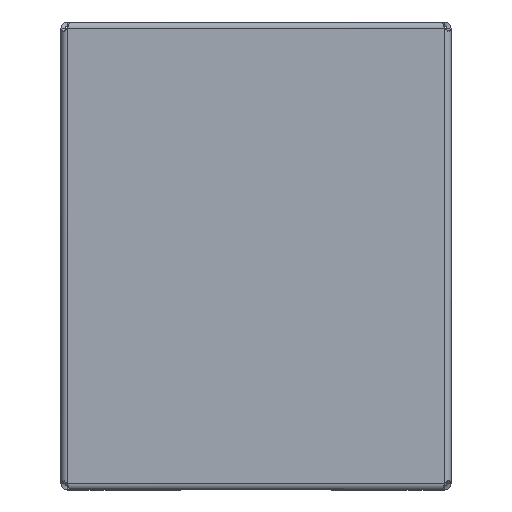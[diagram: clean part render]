
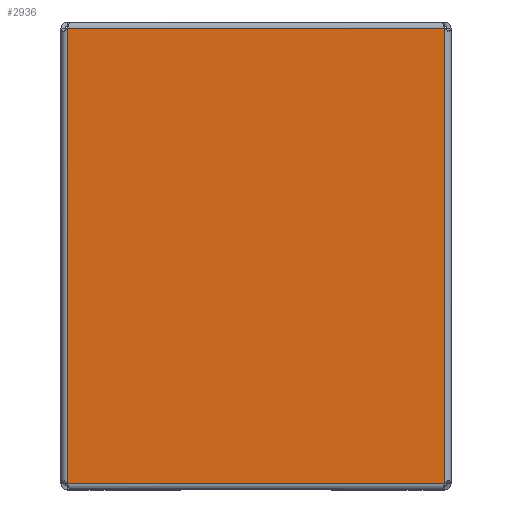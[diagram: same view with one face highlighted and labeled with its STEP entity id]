
A CAD part, front view. The second image highlights one B-rep face of the part: STEP entity #2936.
In plain terms, the highlighted planar face has unit normal (0, -1, 0).
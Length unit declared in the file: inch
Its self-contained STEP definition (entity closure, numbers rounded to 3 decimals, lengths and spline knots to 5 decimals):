
#26 = CARTESIAN_POINT ( 'NONE',  ( 4.83352, 0., 0. ) ) ;
#323 = VECTOR ( 'NONE', #6147, 39.37008 ) ;
#450 = VECTOR ( 'NONE', #7325, 39.37008 ) ;
#561 = EDGE_LOOP ( 'NONE', ( #922, #2338, #5283, #5385 ) ) ;
#616 = PLANE ( 'NONE',  #2406 ) ;
#651 = FACE_OUTER_BOUND ( 'NONE', #561, .T. ) ;
#695 = VECTOR ( 'NONE', #2819, 39.37008 ) ;
#863 = VERTEX_POINT ( 'NONE', #3857 ) ;
#922 = ORIENTED_EDGE ( 'NONE', *, *, #1858, .T. ) ;
#1148 = CARTESIAN_POINT ( 'NONE',  ( -13.9548, 0., 0. ) ) ;
#1266 = DIRECTION ( 'NONE',  ( 0., -1., 0. ) ) ;
#1433 = CARTESIAN_POINT ( 'NONE',  ( -4.83352, 0., -0.99806 ) ) ;
#1509 = VERTEX_POINT ( 'NONE', #4526 ) ;
#1665 = CARTESIAN_POINT ( 'NONE',  ( 4.83352, 0., -0.99806 ) ) ;
#1744 = LINE ( 'NONE', #4049, #695 ) ;
#1846 = DIRECTION ( 'NONE',  ( 0., 0., 1. ) ) ;
#1858 = EDGE_CURVE ( 'NONE', #2287, #1509, #2564, .T. ) ;
#2287 = VERTEX_POINT ( 'NONE', #1433 ) ;
#2315 = DIRECTION ( 'NONE',  ( 0., 0., -1. ) ) ;
#2338 = ORIENTED_EDGE ( 'NONE', *, *, #6560, .T. ) ;
#2406 = AXIS2_PLACEMENT_3D ( 'NONE', #1148, #1266, #2315 ) ;
#2564 = LINE ( 'NONE', #3287, #450 ) ;
#2581 = EDGE_CURVE ( 'NONE', #3943, #2287, #4341, .T. ) ;
#2819 = DIRECTION ( 'NONE',  ( 1., 0., 0. ) ) ;
#2936 = ADVANCED_FACE ( 'NONE', ( #651 ), #616, .T. ) ;
#3287 = CARTESIAN_POINT ( 'NONE',  ( -4.83352, 0., 0. ) ) ;
#3857 = CARTESIAN_POINT ( 'NONE',  ( 4.83352, 0., -12.66504 ) ) ;
#3943 = VERTEX_POINT ( 'NONE', #1665 ) ;
#4049 = CARTESIAN_POINT ( 'NONE',  ( -13.9548, 0., -12.66504 ) ) ;
#4341 = LINE ( 'NONE', #4963, #323 ) ;
#4526 = CARTESIAN_POINT ( 'NONE',  ( -4.83352, 0., -12.66504 ) ) ;
#4553 = EDGE_CURVE ( 'NONE', #863, #3943, #6400, .T. ) ;
#4963 = CARTESIAN_POINT ( 'NONE',  ( -13.9548, 0., -0.99806 ) ) ;
#5283 = ORIENTED_EDGE ( 'NONE', *, *, #4553, .T. ) ;
#5385 = ORIENTED_EDGE ( 'NONE', *, *, #2581, .T. ) ;
#6147 = DIRECTION ( 'NONE',  ( -1., 0., 0. ) ) ;
#6400 = LINE ( 'NONE', #26, #7052 ) ;
#6560 = EDGE_CURVE ( 'NONE', #1509, #863, #1744, .T. ) ;
#7052 = VECTOR ( 'NONE', #1846, 39.37008 ) ;
#7325 = DIRECTION ( 'NONE',  ( 0., 0., -1. ) ) ;
